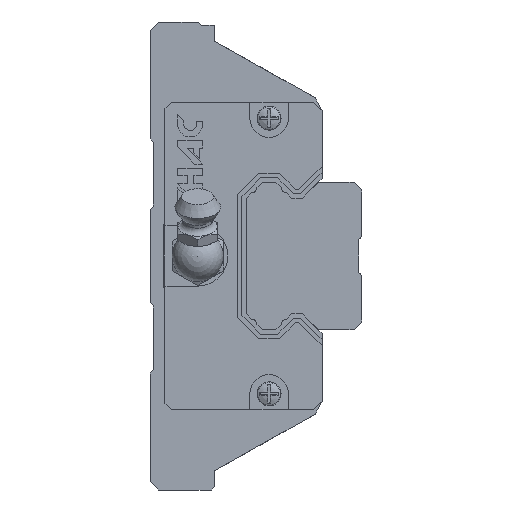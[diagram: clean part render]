
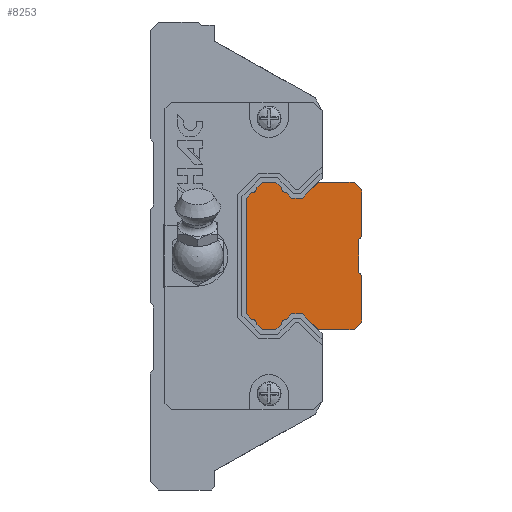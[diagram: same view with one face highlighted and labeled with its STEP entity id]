
A CAD part, left-side view. The second image highlights one B-rep face of the part: STEP entity #8253.
In plain terms, the highlighted planar face has unit normal (-1, 0, 0).
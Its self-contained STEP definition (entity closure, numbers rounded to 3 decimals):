
#200=CIRCLE('',#8780,0.812);
#207=CIRCLE('',#8801,0.812);
#209=CIRCLE('',#8807,0.812);
#219=CIRCLE('',#8821,0.812);
#371=LINE('',#11735,#1372);
#373=LINE('',#11741,#1374);
#375=LINE('',#11747,#1376);
#377=LINE('',#11751,#1378);
#381=LINE('',#11760,#1382);
#384=LINE('',#11766,#1385);
#388=LINE('',#11778,#1389);
#391=LINE('',#11784,#1392);
#394=LINE('',#11790,#1395);
#397=LINE('',#11796,#1398);
#400=LINE('',#11802,#1401);
#404=LINE('',#11810,#1405);
#406=LINE('',#11818,#1407);
#409=LINE('',#11824,#1410);
#412=LINE('',#11830,#1413);
#415=LINE('',#11836,#1416);
#418=LINE('',#11842,#1419);
#421=LINE('',#11848,#1422);
#425=LINE('',#11860,#1426);
#428=LINE('',#11866,#1429);
#431=LINE('',#11872,#1432);
#435=LINE('',#11884,#1436);
#438=LINE('',#11894,#1439);
#478=LINE('',#11986,#1479);
#1372=VECTOR('',#9443,1000.);
#1374=VECTOR('',#9449,1000.);
#1376=VECTOR('',#9455,1000.);
#1378=VECTOR('',#9459,1000.);
#1382=VECTOR('',#9465,1000.);
#1385=VECTOR('',#9470,1000.);
#1389=VECTOR('',#9482,1000.);
#1392=VECTOR('',#9487,1000.);
#1395=VECTOR('',#9492,1000.);
#1398=VECTOR('',#9497,1000.);
#1401=VECTOR('',#9502,1000.);
#1405=VECTOR('',#9510,1000.);
#1407=VECTOR('',#9524,1000.);
#1410=VECTOR('',#9529,1000.);
#1413=VECTOR('',#9534,1000.);
#1416=VECTOR('',#9539,1000.);
#1419=VECTOR('',#9544,1000.);
#1422=VECTOR('',#9549,1000.);
#1426=VECTOR('',#9561,1000.);
#1429=VECTOR('',#9566,1000.);
#1432=VECTOR('',#9571,1000.);
#1436=VECTOR('',#9583,1000.);
#1439=VECTOR('',#9592,1000.);
#1479=VECTOR('',#9646,1000.);
#2579=ORIENTED_EDGE('',*,*,#4798,.F.);
#2580=ORIENTED_EDGE('',*,*,#4921,.T.);
#2581=ORIENTED_EDGE('',*,*,#4918,.F.);
#2582=ORIENTED_EDGE('',*,*,#4872,.F.);
#2583=ORIENTED_EDGE('',*,*,#4867,.F.);
#2584=ORIENTED_EDGE('',*,*,#4864,.T.);
#2585=ORIENTED_EDGE('',*,*,#4861,.F.);
#2586=ORIENTED_EDGE('',*,*,#4858,.F.);
#2587=ORIENTED_EDGE('',*,*,#4855,.F.);
#2588=ORIENTED_EDGE('',*,*,#4852,.T.);
#2589=ORIENTED_EDGE('',*,*,#4849,.F.);
#2590=ORIENTED_EDGE('',*,*,#4846,.F.);
#2591=ORIENTED_EDGE('',*,*,#4843,.F.);
#2592=ORIENTED_EDGE('',*,*,#4840,.F.);
#2593=ORIENTED_EDGE('',*,*,#4837,.F.);
#2594=ORIENTED_EDGE('',*,*,#4834,.F.);
#2595=ORIENTED_EDGE('',*,*,#4796,.F.);
#2596=ORIENTED_EDGE('',*,*,#4793,.F.);
#2597=ORIENTED_EDGE('',*,*,#4790,.F.);
#2598=ORIENTED_EDGE('',*,*,#4828,.F.);
#2599=ORIENTED_EDGE('',*,*,#4823,.F.);
#2600=ORIENTED_EDGE('',*,*,#4820,.F.);
#2601=ORIENTED_EDGE('',*,*,#4817,.F.);
#2602=ORIENTED_EDGE('',*,*,#4814,.F.);
#2603=ORIENTED_EDGE('',*,*,#4811,.F.);
#2604=ORIENTED_EDGE('',*,*,#4808,.T.);
#2605=ORIENTED_EDGE('',*,*,#4805,.F.);
#2606=ORIENTED_EDGE('',*,*,#4802,.F.);
#4790=EDGE_CURVE('',#5992,#5993,#371,.T.);
#4793=EDGE_CURVE('',#5993,#5995,#373,.T.);
#4796=EDGE_CURVE('',#5995,#5997,#375,.T.);
#4798=EDGE_CURVE('',#5998,#5999,#377,.T.);
#4802=EDGE_CURVE('',#5999,#6002,#381,.T.);
#4805=EDGE_CURVE('',#6002,#6004,#384,.T.);
#4808=EDGE_CURVE('',#6006,#6004,#200,.T.);
#4811=EDGE_CURVE('',#6006,#6008,#388,.T.);
#4814=EDGE_CURVE('',#6008,#6010,#391,.T.);
#4817=EDGE_CURVE('',#6010,#6012,#394,.T.);
#4820=EDGE_CURVE('',#6012,#6014,#397,.T.);
#4823=EDGE_CURVE('',#6014,#6016,#400,.T.);
#4828=EDGE_CURVE('',#6016,#5992,#404,.T.);
#4834=EDGE_CURVE('',#5997,#6018,#406,.T.);
#4837=EDGE_CURVE('',#6018,#6020,#409,.T.);
#4840=EDGE_CURVE('',#6020,#6022,#412,.T.);
#4843=EDGE_CURVE('',#6022,#6024,#415,.T.);
#4846=EDGE_CURVE('',#6024,#6026,#418,.T.);
#4849=EDGE_CURVE('',#6026,#6028,#421,.T.);
#4852=EDGE_CURVE('',#6030,#6028,#207,.T.);
#4855=EDGE_CURVE('',#6030,#6032,#425,.T.);
#4858=EDGE_CURVE('',#6032,#6034,#428,.T.);
#4861=EDGE_CURVE('',#6034,#6036,#431,.T.);
#4864=EDGE_CURVE('',#6038,#6036,#209,.T.);
#4867=EDGE_CURVE('',#6038,#6040,#435,.T.);
#4872=EDGE_CURVE('',#6040,#6044,#438,.T.);
#4918=EDGE_CURVE('',#6044,#6089,#478,.T.);
#4921=EDGE_CURVE('',#5998,#6089,#219,.T.);
#5992=VERTEX_POINT('',#11734);
#5993=VERTEX_POINT('',#11736);
#5995=VERTEX_POINT('',#11742);
#5997=VERTEX_POINT('',#11748);
#5998=VERTEX_POINT('',#11752);
#5999=VERTEX_POINT('',#11753);
#6002=VERTEX_POINT('',#11761);
#6004=VERTEX_POINT('',#11767);
#6006=VERTEX_POINT('',#11773);
#6008=VERTEX_POINT('',#11779);
#6010=VERTEX_POINT('',#11785);
#6012=VERTEX_POINT('',#11791);
#6014=VERTEX_POINT('',#11797);
#6016=VERTEX_POINT('',#11803);
#6018=VERTEX_POINT('',#11819);
#6020=VERTEX_POINT('',#11825);
#6022=VERTEX_POINT('',#11831);
#6024=VERTEX_POINT('',#11837);
#6026=VERTEX_POINT('',#11843);
#6028=VERTEX_POINT('',#11849);
#6030=VERTEX_POINT('',#11855);
#6032=VERTEX_POINT('',#11861);
#6034=VERTEX_POINT('',#11867);
#6036=VERTEX_POINT('',#11873);
#6038=VERTEX_POINT('',#11879);
#6040=VERTEX_POINT('',#11885);
#6044=VERTEX_POINT('',#11895);
#6089=VERTEX_POINT('',#11987);
#6838=EDGE_LOOP('',(#2579,#2580,#2581,#2582,#2583,#2584,#2585,#2586,#2587,
#2588,#2589,#2590,#2591,#2592,#2593,#2594,#2595,#2596,#2597,#2598,#2599,
#2600,#2601,#2602,#2603,#2604,#2605,#2606));
#7363=FACE_BOUND('',#6838,.T.);
#7878=PLANE('',#8824);
#8253=ADVANCED_FACE('',(#7363),#7878,.F.);
#8780=AXIS2_PLACEMENT_3D('',#11772,#9475,#9476);
#8801=AXIS2_PLACEMENT_3D('',#11854,#9554,#9555);
#8807=AXIS2_PLACEMENT_3D('',#11878,#9576,#9577);
#8821=AXIS2_PLACEMENT_3D('',#11992,#9651,#9652);
#8824=AXIS2_PLACEMENT_3D('',#11995,#9657,#9658);
#9443=DIRECTION('',(0.,0.707,-0.707));
#9449=DIRECTION('',(0.,0.,-1.));
#9455=DIRECTION('',(0.,-0.707,-0.707));
#9459=DIRECTION('',(0.,-0.707,0.707));
#9465=DIRECTION('',(0.,-1.,0.));
#9470=DIRECTION('',(0.,-0.707,-0.707));
#9475=DIRECTION('',(1.,0.,0.));
#9476=DIRECTION('',(0.,0.,-1.));
#9482=DIRECTION('',(0.,-0.707,-0.707));
#9487=DIRECTION('',(0.,-1.,0.));
#9492=DIRECTION('',(0.,-0.707,0.707));
#9497=DIRECTION('',(0.,-1.,0.));
#9502=DIRECTION('',(0.,-0.707,-0.707));
#9510=DIRECTION('',(0.,0.,-1.));
#9524=DIRECTION('',(0.,0.,-1.));
#9529=DIRECTION('',(0.,0.707,-0.707));
#9534=DIRECTION('',(0.,1.,0.));
#9539=DIRECTION('',(0.,0.707,0.707));
#9544=DIRECTION('',(0.,1.,0.));
#9549=DIRECTION('',(0.,0.707,-0.707));
#9554=DIRECTION('',(1.,0.,0.));
#9555=DIRECTION('',(0.,0.,-1.));
#9561=DIRECTION('',(0.,0.707,-0.707));
#9566=DIRECTION('',(0.,1.,0.));
#9571=DIRECTION('',(0.,0.707,0.707));
#9576=DIRECTION('',(1.,0.,0.));
#9577=DIRECTION('',(0.,0.,-1.));
#9583=DIRECTION('',(0.,0.707,0.707));
#9592=DIRECTION('',(0.,0.,1.));
#9646=DIRECTION('',(0.,-0.707,0.707));
#9651=DIRECTION('',(1.,0.,0.));
#9652=DIRECTION('',(0.,0.,-1.));
#9657=DIRECTION('',(1.,0.,0.));
#9658=DIRECTION('',(0.,0.,-1.));
#11734=CARTESIAN_POINT('',(-50.,0.,3.));
#11735=CARTESIAN_POINT('',(-50.,0.,3.));
#11736=CARTESIAN_POINT('',(-50.,0.5,2.5));
#11741=CARTESIAN_POINT('',(-50.,0.5,2.5));
#11742=CARTESIAN_POINT('',(-50.,0.5,-2.5));
#11747=CARTESIAN_POINT('',(-50.,0.5,-2.5));
#11748=CARTESIAN_POINT('',(-50.,0.,-3.));
#11751=CARTESIAN_POINT('',(-50.,16.348,10.674));
#11752=CARTESIAN_POINT('',(-50.,16.348,10.674));
#11753=CARTESIAN_POINT('',(-50.,15.522,11.5));
#11760=CARTESIAN_POINT('',(-50.,15.522,11.5));
#11761=CARTESIAN_POINT('',(-50.,13.398,11.5));
#11766=CARTESIAN_POINT('',(-50.,13.398,11.5));
#11767=CARTESIAN_POINT('',(-50.,12.572,10.674));
#11772=CARTESIAN_POINT('',(-50.,11.76,10.66));
#11773=CARTESIAN_POINT('',(-50.,11.746,9.848));
#11778=CARTESIAN_POINT('',(-50.,11.746,9.848));
#11779=CARTESIAN_POINT('',(-50.,10.92,9.022));
#11784=CARTESIAN_POINT('',(-50.,10.92,9.022));
#11785=CARTESIAN_POINT('',(-50.,9.253,9.022));
#11790=CARTESIAN_POINT('',(-50.,9.253,9.022));
#11791=CARTESIAN_POINT('',(-50.,6.775,11.5));
#11796=CARTESIAN_POINT('',(-50.,6.775,11.5));
#11797=CARTESIAN_POINT('',(-50.,1.2,11.5));
#11802=CARTESIAN_POINT('',(-50.,1.2,11.5));
#11803=CARTESIAN_POINT('',(-50.,0.,10.3));
#11810=CARTESIAN_POINT('',(-50.,0.,10.3));
#11818=CARTESIAN_POINT('',(-50.,0.,-3.));
#11819=CARTESIAN_POINT('',(-50.,0.,-10.3));
#11824=CARTESIAN_POINT('',(-50.,0.,-10.3));
#11825=CARTESIAN_POINT('',(-50.,1.2,-11.5));
#11830=CARTESIAN_POINT('',(-50.,1.2,-11.5));
#11831=CARTESIAN_POINT('',(-50.,6.775,-11.5));
#11836=CARTESIAN_POINT('',(-50.,6.775,-11.5));
#11837=CARTESIAN_POINT('',(-50.,9.253,-9.022));
#11842=CARTESIAN_POINT('',(-50.,9.253,-9.022));
#11843=CARTESIAN_POINT('',(-50.,10.92,-9.022));
#11848=CARTESIAN_POINT('',(-50.,10.92,-9.022));
#11849=CARTESIAN_POINT('',(-50.,11.746,-9.848));
#11854=CARTESIAN_POINT('',(-50.,11.76,-10.66));
#11855=CARTESIAN_POINT('',(-50.,12.572,-10.674));
#11860=CARTESIAN_POINT('',(-50.,12.572,-10.674));
#11861=CARTESIAN_POINT('',(-50.,13.398,-11.5));
#11866=CARTESIAN_POINT('',(-50.,13.398,-11.5));
#11867=CARTESIAN_POINT('',(-50.,15.522,-11.5));
#11872=CARTESIAN_POINT('',(-50.,15.522,-11.5));
#11873=CARTESIAN_POINT('',(-50.,16.348,-10.674));
#11878=CARTESIAN_POINT('',(-50.,17.16,-10.66));
#11879=CARTESIAN_POINT('',(-50.,17.174,-9.848));
#11884=CARTESIAN_POINT('',(-50.,17.174,-9.848));
#11885=CARTESIAN_POINT('',(-50.,18.,-9.022));
#11894=CARTESIAN_POINT('',(-50.,18.,-9.022));
#11895=CARTESIAN_POINT('',(-50.,18.,9.022));
#11986=CARTESIAN_POINT('',(-50.,18.,9.022));
#11987=CARTESIAN_POINT('',(-50.,17.174,9.848));
#11992=CARTESIAN_POINT('',(-50.,17.16,10.66));
#11995=CARTESIAN_POINT('',(-50.,11.76,10.66));
